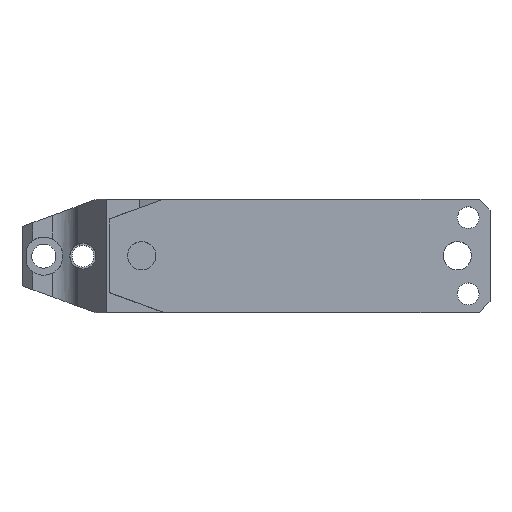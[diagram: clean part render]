
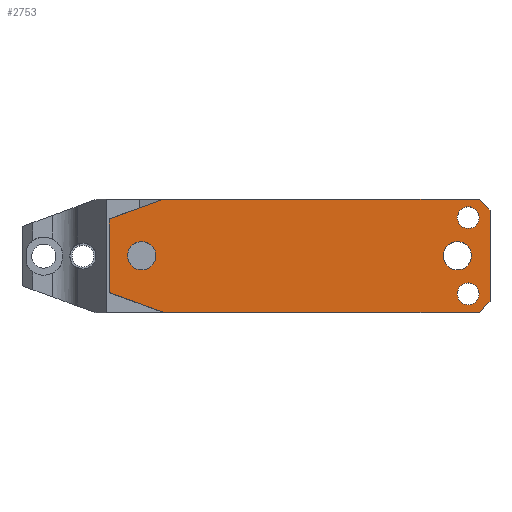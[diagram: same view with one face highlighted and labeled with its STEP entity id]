
A CAD part, top view. The second image highlights one B-rep face of the part: STEP entity #2753.
In plain terms, the highlighted planar face has unit normal (0, 0, 1).
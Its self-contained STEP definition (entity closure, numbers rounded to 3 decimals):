
#169=CARTESIAN_POINT('Vertex',(-133.62,16.901,106.97)) ;
#172=CARTESIAN_POINT('Line Origine',(-121.12,21.45,106.97)) ;
#176=CARTESIAN_POINT('Vertex',(-108.62,26.,106.97)) ;
#429=CARTESIAN_POINT('Vertex',(-133.62,-16.901,106.97)) ;
#432=CARTESIAN_POINT('Line Origine',(-133.62,0.,106.97)) ;
#808=CARTESIAN_POINT('Line Origine',(-121.12,-21.45,106.97)) ;
#812=CARTESIAN_POINT('Vertex',(-108.62,-26.,106.97)) ;
#948=CARTESIAN_POINT('Vertex',(19.88,0.,106.97)) ;
#951=CARTESIAN_POINT('Axis2P3D Location',(26.38,0.,106.97)) ;
#955=CARTESIAN_POINT('Vertex',(32.88,0.,106.97)) ;
#975=CARTESIAN_POINT('Axis2P3D Location',(26.38,0.,106.97)) ;
#1005=CARTESIAN_POINT('Vertex',(26.38,-17.5,106.97)) ;
#1008=CARTESIAN_POINT('Axis2P3D Location',(31.38,-17.5,106.97)) ;
#1012=CARTESIAN_POINT('Vertex',(36.38,-17.5,106.97)) ;
#1037=CARTESIAN_POINT('Axis2P3D Location',(31.38,-17.5,106.97)) ;
#1067=CARTESIAN_POINT('Vertex',(26.38,17.5,106.97)) ;
#1070=CARTESIAN_POINT('Axis2P3D Location',(31.38,17.5,106.97)) ;
#1074=CARTESIAN_POINT('Vertex',(36.38,17.5,106.97)) ;
#1099=CARTESIAN_POINT('Axis2P3D Location',(31.38,17.5,106.97)) ;
#1129=CARTESIAN_POINT('Vertex',(-112.12,0.,106.97)) ;
#1132=CARTESIAN_POINT('Axis2P3D Location',(-118.62,0.,106.97)) ;
#1136=CARTESIAN_POINT('Vertex',(-125.12,0.,106.97)) ;
#1156=CARTESIAN_POINT('Axis2P3D Location',(-118.62,0.,106.97)) ;
#2589=CARTESIAN_POINT('Line Origine',(-36.12,-26.,106.97)) ;
#2593=CARTESIAN_POINT('Vertex',(36.38,-26.,106.97)) ;
#2647=CARTESIAN_POINT('Vertex',(41.38,-21.,106.97)) ;
#2650=CARTESIAN_POINT('Line Origine',(38.88,-23.5,106.97)) ;
#2671=CARTESIAN_POINT('Vertex',(36.38,26.,106.97)) ;
#2681=CARTESIAN_POINT('Line Origine',(-36.12,26.,106.97)) ;
#2710=CARTESIAN_POINT('Axis2P3D Location',(-133.62,26.,106.97)) ;
#2715=CARTESIAN_POINT('Line Origine',(38.88,23.5,106.97)) ;
#2719=CARTESIAN_POINT('Vertex',(41.38,21.,106.97)) ;
#2722=CARTESIAN_POINT('Line Origine',(41.38,0.,106.97)) ;
#173=DIRECTION('Vector Direction',(0.94,0.342,0.)) ;
#433=DIRECTION('Vector Direction',(0.,-1.,0.)) ;
#809=DIRECTION('Vector Direction',(0.94,-0.342,0.)) ;
#952=DIRECTION('Axis2P3D Direction',(0.,-0.,1.)) ;
#976=DIRECTION('Axis2P3D Direction',(0.,-0.,1.)) ;
#1009=DIRECTION('Axis2P3D Direction',(-0.,0.,1.)) ;
#1038=DIRECTION('Axis2P3D Direction',(-0.,0.,1.)) ;
#1071=DIRECTION('Axis2P3D Direction',(-0.,0.,1.)) ;
#1100=DIRECTION('Axis2P3D Direction',(-0.,0.,1.)) ;
#1133=DIRECTION('Axis2P3D Direction',(0.,-0.,1.)) ;
#1157=DIRECTION('Axis2P3D Direction',(0.,-0.,1.)) ;
#2590=DIRECTION('Vector Direction',(1.,0.,0.)) ;
#2651=DIRECTION('Vector Direction',(0.707,0.707,0.)) ;
#2682=DIRECTION('Vector Direction',(1.,0.,0.)) ;
#2711=DIRECTION('Axis2P3D Direction',(0.,0.,-1.)) ;
#2712=DIRECTION('Axis2P3D XDirection',(-1.,0.,0.)) ;
#2716=DIRECTION('Vector Direction',(-0.707,0.707,0.)) ;
#2723=DIRECTION('Vector Direction',(0.,-1.,0.)) ;
#953=AXIS2_PLACEMENT_3D('Circle Axis2P3D',#951,#952,$) ;
#977=AXIS2_PLACEMENT_3D('Circle Axis2P3D',#975,#976,$) ;
#1010=AXIS2_PLACEMENT_3D('Circle Axis2P3D',#1008,#1009,$) ;
#1039=AXIS2_PLACEMENT_3D('Circle Axis2P3D',#1037,#1038,$) ;
#1072=AXIS2_PLACEMENT_3D('Circle Axis2P3D',#1070,#1071,$) ;
#1101=AXIS2_PLACEMENT_3D('Circle Axis2P3D',#1099,#1100,$) ;
#1134=AXIS2_PLACEMENT_3D('Circle Axis2P3D',#1132,#1133,$) ;
#1158=AXIS2_PLACEMENT_3D('Circle Axis2P3D',#1156,#1157,$) ;
#2713=AXIS2_PLACEMENT_3D('Plane Axis2P3D',#2710,#2711,#2712) ;
#2728=ORIENTED_EDGE('',*,*,#2721,.F.) ;
#2729=ORIENTED_EDGE('',*,*,#2685,.T.) ;
#2730=ORIENTED_EDGE('',*,*,#178,.F.) ;
#2731=ORIENTED_EDGE('',*,*,#436,.T.) ;
#2732=ORIENTED_EDGE('',*,*,#814,.T.) ;
#2733=ORIENTED_EDGE('',*,*,#2595,.F.) ;
#2734=ORIENTED_EDGE('',*,*,#2654,.F.) ;
#2735=ORIENTED_EDGE('',*,*,#2726,.F.) ;
#2738=ORIENTED_EDGE('',*,*,#979,.F.) ;
#2739=ORIENTED_EDGE('',*,*,#957,.F.) ;
#2742=ORIENTED_EDGE('',*,*,#1041,.F.) ;
#2743=ORIENTED_EDGE('',*,*,#1014,.F.) ;
#2746=ORIENTED_EDGE('',*,*,#1103,.F.) ;
#2747=ORIENTED_EDGE('',*,*,#1076,.F.) ;
#2750=ORIENTED_EDGE('',*,*,#1160,.F.) ;
#2751=ORIENTED_EDGE('',*,*,#1138,.F.) ;
#2740=FACE_BOUND('',#2737,.T.) ;
#2744=FACE_BOUND('',#2741,.T.) ;
#2748=FACE_BOUND('',#2745,.T.) ;
#2752=FACE_BOUND('',#2749,.T.) ;
#174=VECTOR('Line Direction',#173,1.) ;
#434=VECTOR('Line Direction',#433,1.) ;
#810=VECTOR('Line Direction',#809,1.) ;
#2591=VECTOR('Line Direction',#2590,1.) ;
#2652=VECTOR('Line Direction',#2651,1.) ;
#2683=VECTOR('Line Direction',#2682,1.) ;
#2717=VECTOR('Line Direction',#2716,1.) ;
#2724=VECTOR('Line Direction',#2723,1.) ;
#2753=ADVANCED_FACE('CAM HOLDER',(#2736,#2740,#2744,#2748,#2752),#2714,.F.) ;
#954=CIRCLE('generated circle',#953,6.5) ;
#978=CIRCLE('generated circle',#977,6.5) ;
#1011=CIRCLE('generated circle',#1010,5.) ;
#1040=CIRCLE('generated circle',#1039,5.) ;
#1073=CIRCLE('generated circle',#1072,5.) ;
#1102=CIRCLE('generated circle',#1101,5.) ;
#1135=CIRCLE('generated circle',#1134,6.5) ;
#1159=CIRCLE('generated circle',#1158,6.5) ;
#178=EDGE_CURVE('',#170,#177,#175,.T.) ;
#436=EDGE_CURVE('',#170,#430,#435,.T.) ;
#814=EDGE_CURVE('',#430,#813,#811,.T.) ;
#957=EDGE_CURVE('',#949,#956,#954,.T.) ;
#979=EDGE_CURVE('',#956,#949,#978,.T.) ;
#1014=EDGE_CURVE('',#1006,#1013,#1011,.T.) ;
#1041=EDGE_CURVE('',#1013,#1006,#1040,.T.) ;
#1076=EDGE_CURVE('',#1068,#1075,#1073,.T.) ;
#1103=EDGE_CURVE('',#1075,#1068,#1102,.T.) ;
#1138=EDGE_CURVE('',#1130,#1137,#1135,.T.) ;
#1160=EDGE_CURVE('',#1137,#1130,#1159,.T.) ;
#2595=EDGE_CURVE('',#2594,#813,#2592,.F.) ;
#2654=EDGE_CURVE('',#2648,#2594,#2653,.F.) ;
#2685=EDGE_CURVE('',#2672,#177,#2684,.F.) ;
#2721=EDGE_CURVE('',#2672,#2720,#2718,.F.) ;
#2726=EDGE_CURVE('',#2720,#2648,#2725,.T.) ;
#2727=EDGE_LOOP('',(#2728,#2729,#2730,#2731,#2732,#2733,#2734,#2735)) ;
#2737=EDGE_LOOP('',(#2738,#2739)) ;
#2741=EDGE_LOOP('',(#2742,#2743)) ;
#2745=EDGE_LOOP('',(#2746,#2747)) ;
#2749=EDGE_LOOP('',(#2750,#2751)) ;
#2736=FACE_OUTER_BOUND('',#2727,.T.) ;
#175=LINE('Line',#172,#174) ;
#435=LINE('Line',#432,#434) ;
#811=LINE('Line',#808,#810) ;
#2592=LINE('Line',#2589,#2591) ;
#2653=LINE('Line',#2650,#2652) ;
#2684=LINE('Line',#2681,#2683) ;
#2718=LINE('Line',#2715,#2717) ;
#2725=LINE('Line',#2722,#2724) ;
#2714=PLANE('Plane',#2713) ;
#170=VERTEX_POINT('',#169) ;
#177=VERTEX_POINT('',#176) ;
#430=VERTEX_POINT('',#429) ;
#813=VERTEX_POINT('',#812) ;
#949=VERTEX_POINT('',#948) ;
#956=VERTEX_POINT('',#955) ;
#1006=VERTEX_POINT('',#1005) ;
#1013=VERTEX_POINT('',#1012) ;
#1068=VERTEX_POINT('',#1067) ;
#1075=VERTEX_POINT('',#1074) ;
#1130=VERTEX_POINT('',#1129) ;
#1137=VERTEX_POINT('',#1136) ;
#2594=VERTEX_POINT('',#2593) ;
#2648=VERTEX_POINT('',#2647) ;
#2672=VERTEX_POINT('',#2671) ;
#2720=VERTEX_POINT('',#2719) ;
